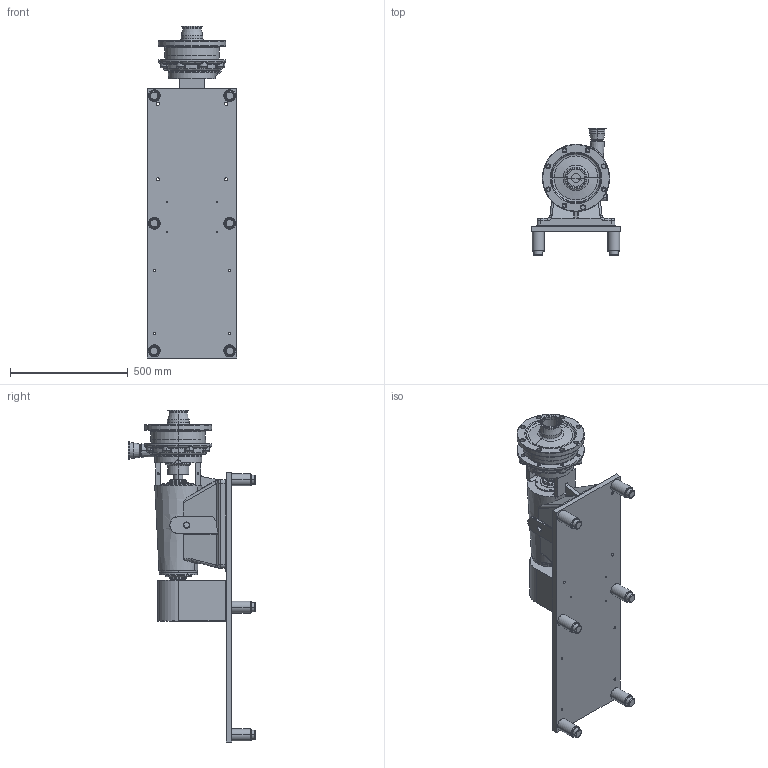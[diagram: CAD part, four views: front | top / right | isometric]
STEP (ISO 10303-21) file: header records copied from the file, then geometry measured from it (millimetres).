
FILE_DESCRIPTION (( 'STEP AP214' ), '1' );
FILE_NAME ('FM322 3 X 2.5 CLAMP 326TS ADJ LEGS.STEP', '2023-10-11T15:39:20', ( '' ), ( '' ), 'SwSTEP 2.0', 'SolidWorks 2023', '' );
FILE_SCHEMA (( 'AUTOMOTIVE_DESIGN' ));
Length unit declared in the file: millimetre
Products named in the file (6): 1713000953; 1235000035; FM322 3 X 2.5 CLAMP 326TS ADJ LEGS; 1165000029; 1713000012_large leg; 1275000303 3 X 2.5 CLAMP_3 X 2.5 CLAMP
Assembly tree (10 placements, depth 2):
  FM322 3 X 2.5 CLAMP 326TS ADJ LEGS
    1713000953
    1235000035
    1713000012_large leg  x6
    1165000029
    1275000303 3 X 2.5 CLAMP_3 X 2.5 CLAMP
Bounding box: 381 x 539.02 x 1408.4 mm (x, y, z)
Volume: 11636524.2 mm3; surface area: 2966402.6 mm2
Topology: 9 solids, 25 shells, 837 faces, 2180 edges, 1359 vertices
Faces by surface type: cylinder 335, plane 187, torus 131, cone 106, bspline 77, sphere 1
Entity records: 32003 total; most frequent: CARTESIAN_POINT 12483, DIRECTION 4257, ORIENTED_EDGE 3862, EDGE_CURVE 2064, AXIS2_PLACEMENT_3D 1757, VERTEX_POINT 1299, CIRCLE 1038, EDGE_LOOP 922
